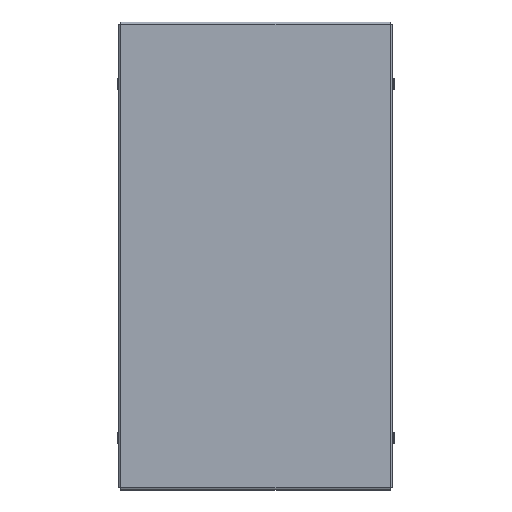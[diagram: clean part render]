
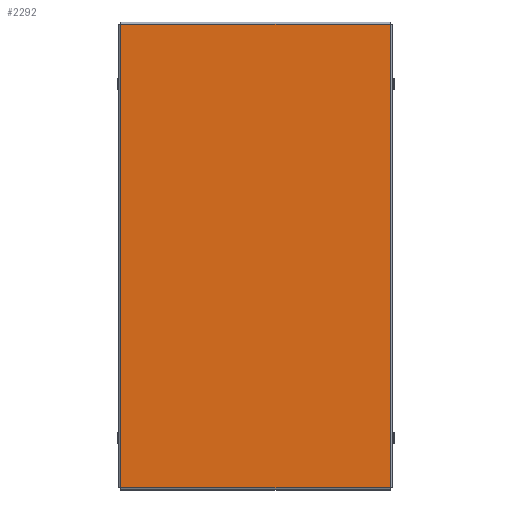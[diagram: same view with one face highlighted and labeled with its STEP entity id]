
A CAD part, top view. The second image highlights one B-rep face of the part: STEP entity #2292.
In plain terms, the highlighted planar face has unit normal (0, 0, 1).
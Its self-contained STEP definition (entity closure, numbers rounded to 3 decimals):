
#1495=CARTESIAN_POINT('',(-74.828,128.802,0.));
#1496=VERTEX_POINT('',#1495);
#2199=CARTESIAN_POINT('',(74.828,128.802,0.));
#2200=VERTEX_POINT('',#2199);
#2251=CARTESIAN_POINT('',(-74.828,128.802,0.));
#2252=DIRECTION('',(1.0,0.0,0.0));
#2253=VECTOR('',#2252,149.657);
#2254=LINE('',#2251,#2253);
#2255=EDGE_CURVE('',#1496,#2200,#2254,.T.);
#2262=CARTESIAN_POINT('',(-76.2,-131.382,0.));
#2263=DIRECTION('',(0.0,0.0,1.0));
#2264=DIRECTION('',(1.0,0.0,0.0));
#2265=AXIS2_PLACEMENT_3D('',#2262,#2263,#2264);
#2266=PLANE('',#2265);
#2267=ORIENTED_EDGE('',*,*,#2255,.F.);
#2268=CARTESIAN_POINT('',(-74.828,-128.802,0.));
#2269=VERTEX_POINT('',#2268);
#2270=CARTESIAN_POINT('',(-74.828,128.802,0.));
#2271=DIRECTION('',(0.0,-1.0,0.0));
#2272=VECTOR('',#2271,257.604);
#2273=LINE('',#2270,#2272);
#2274=EDGE_CURVE('',#1496,#2269,#2273,.T.);
#2275=ORIENTED_EDGE('',*,*,#2274,.T.);
#2276=CARTESIAN_POINT('',(74.828,-128.802,0.));
#2277=VERTEX_POINT('',#2276);
#2278=CARTESIAN_POINT('',(-74.828,-128.802,0.));
#2279=DIRECTION('',(1.0,0.0,0.0));
#2280=VECTOR('',#2279,149.657);
#2281=LINE('',#2278,#2280);
#2282=EDGE_CURVE('',#2269,#2277,#2281,.T.);
#2283=ORIENTED_EDGE('',*,*,#2282,.T.);
#2284=CARTESIAN_POINT('',(74.828,-128.802,0.));
#2285=DIRECTION('',(0.0,1.0,0.0));
#2286=VECTOR('',#2285,257.604);
#2287=LINE('',#2284,#2286);
#2288=EDGE_CURVE('',#2277,#2200,#2287,.T.);
#2289=ORIENTED_EDGE('',*,*,#2288,.T.);
#2290=EDGE_LOOP('',(#2267,#2275,#2283,#2289));
#2291=FACE_OUTER_BOUND('',#2290,.T.);
#2292=ADVANCED_FACE('',(#2291),#2266,.T.);
